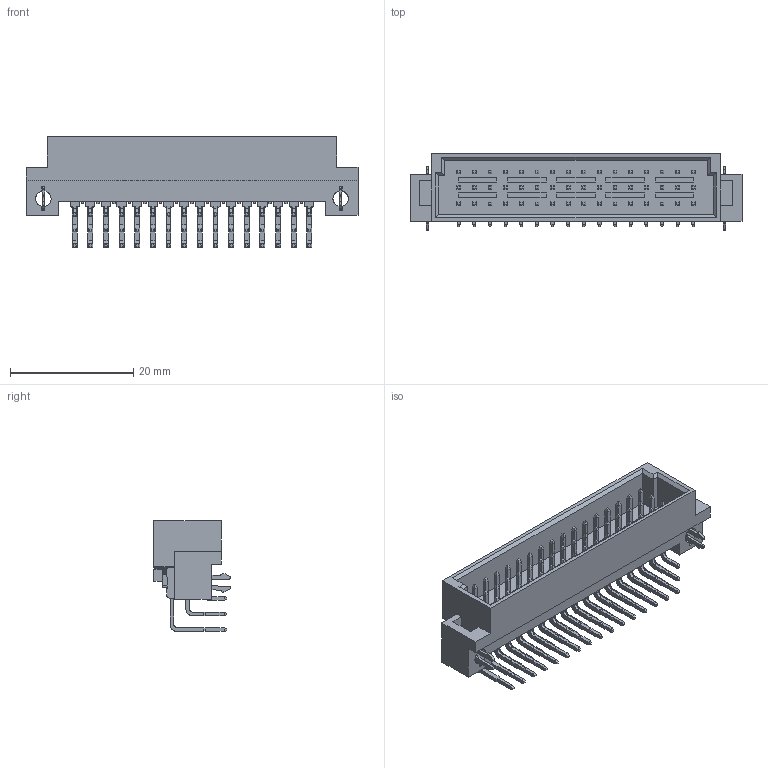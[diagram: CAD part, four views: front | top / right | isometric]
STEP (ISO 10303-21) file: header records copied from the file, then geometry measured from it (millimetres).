
FILE_DESCRIPTION( ('This file contains a STEP AP42 implementation' ,'as created by ZW3D STEP Interface translator.') ,'2;1' );
FILE_NAME( '3410-3XXAMRXXWAX.stp' ,'2310 9.14 922', (''), ('ZWCAD Software Co.'), 'Version 1.0', 'ZW3D to STEP translator', '' );
FILE_SCHEMA(('AUTOMOTIVE_DESIGN { 1 0 10303 214 1 1 1 1 }'));
Length unit declared in the file: millimetre
Products named in the file (1): 0
Bounding box: 53.9 x 12.45 x 18.02 mm (x, y, z)
Volume: 2986.6 mm3; surface area: 6032.9 mm2
Topology: 1 solids, 1 shells, 2228 faces, 5758 edges, 3646 vertices
Faces by surface type: plane 1992, cylinder 236
Entity records: 83600 total; most frequent: CARTESIAN_POINT 36099, ORIENTED_EDGE 11516, DIRECTION 5822, EDGE_CURVE 5758, B_SPLINE_CURVE_WITH_KNOTS 4394, VERTEX_POINT 3646, EDGE_LOOP 2350, AXIS2_PLACEMENT_3D 2229
